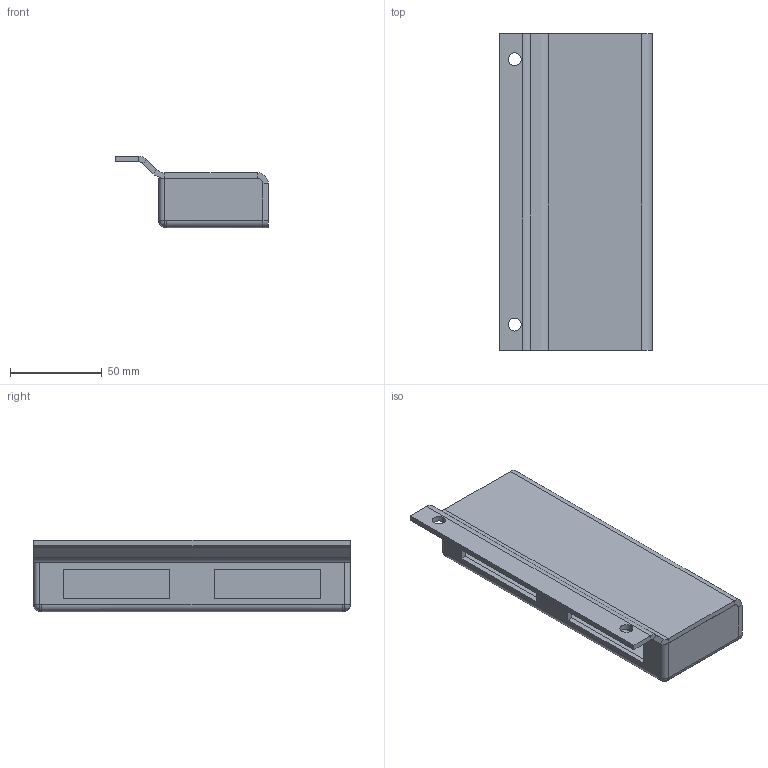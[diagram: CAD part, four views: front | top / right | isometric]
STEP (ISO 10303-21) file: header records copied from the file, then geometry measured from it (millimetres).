
FILE_DESCRIPTION (( 'STEP AP214' ), '1' );
FILE_NAME ('03299-Box Strike Stainless Steel 30mm.STEP', '2018-08-21T23:08:08', ( '' ), ( '' ), 'SwSTEP 2.0', 'SolidWorks 2018', '' );
FILE_SCHEMA (( 'AUTOMOTIVE_DESIGN' ));
Length unit declared in the file: millimetre
Products named in the file (1): 03299-Box Strike Stainless Steel 30mm
Bounding box: 83.5 x 173 x 39 mm (x, y, z)
Volume: 100737.7 mm3; surface area: 71570.1 mm2
Topology: 2 solids, 2 shells, 360 faces, 936 edges, 604 vertices
Faces by surface type: plane 203, bspline 131, cylinder 26
Entity records: 18427 total; most frequent: CARTESIAN_POINT 10432, ORIENTED_EDGE 1868, DIRECTION 1182, EDGE_CURVE 934, LINE 634, VECTOR 634, VERTEX_POINT 604, EDGE_LOOP 398
